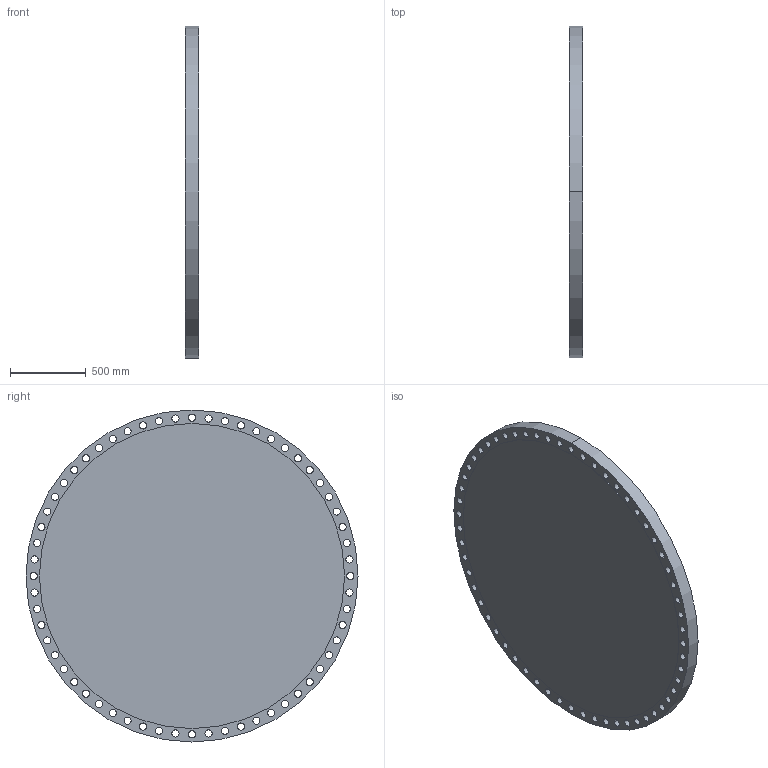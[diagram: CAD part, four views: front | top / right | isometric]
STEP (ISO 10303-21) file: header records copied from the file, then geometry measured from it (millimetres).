
FILE_DESCRIPTION (( 'STEP AP203' ), '1' );
FILE_NAME ('72_CL125_B161_RF_BLF.STEP', '2024-01-13T00:04:39', ( '' ), ( '' ), 'SwSTEP 2.0', 'SolidWorks 2023', '' );
FILE_SCHEMA (( 'CONFIG_CONTROL_DESIGN' ));
Length unit declared in the file: inch
Products named in the file (1): 72_CL125_B161_RF_BLF
Bounding box: 90.49 x 2197.1 x 2197.1 mm (x, y, z)
Volume: 332629684.4 mm3; surface area: 8790614.7 mm2
Topology: 1 solids, 1 shells, 127 faces, 372 edges, 248 vertices
Faces by surface type: cylinder 124, plane 3
Entity records: 4693 total; most frequent: DIRECTION 876, CARTESIAN_POINT 748, ORIENTED_EDGE 744, AXIS2_PLACEMENT_3D 376, EDGE_CURVE 372, VERTEX_POINT 248, CIRCLE 248, EDGE_LOOP 248
